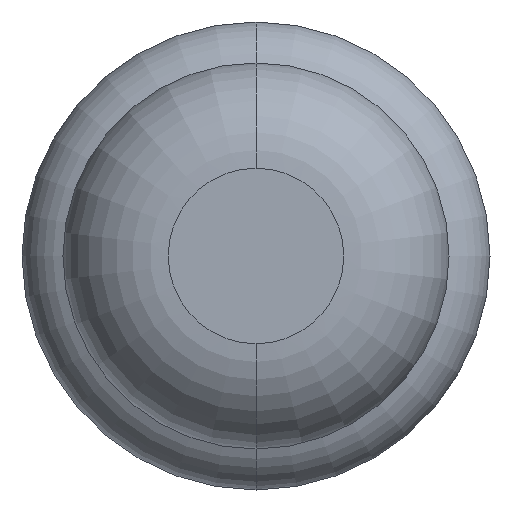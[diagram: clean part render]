
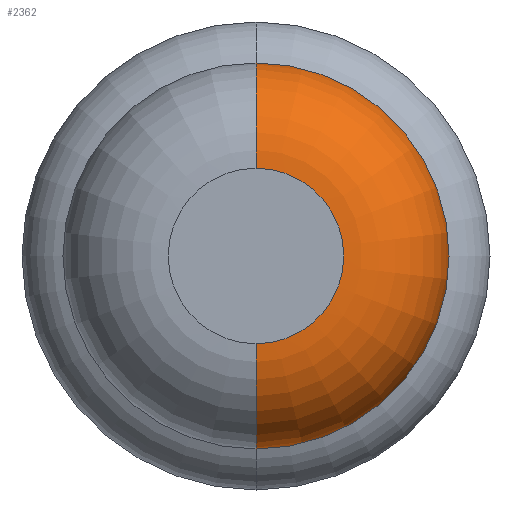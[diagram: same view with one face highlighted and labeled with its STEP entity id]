
A CAD part, front view. The second image highlights one B-rep face of the part: STEP entity #2362.
In plain terms, the highlighted toroidal (fillet/blend) face has major radius 0.375 mm and minor radius 0.45 mm.
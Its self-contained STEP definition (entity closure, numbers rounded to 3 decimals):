
#52 = CARTESIAN_POINT ( 'NONE',  ( 0., -25.55, -0.375 ) ) ;
#78 = DIRECTION ( 'NONE',  ( 0., 0., -1. ) ) ;
#105 = DIRECTION ( 'NONE',  ( 0., 1., 0. ) ) ;
#171 = CARTESIAN_POINT ( 'NONE',  ( 0., -25.55, 0.375 ) ) ;
#200 = DIRECTION ( 'NONE',  ( -1., 0., 0. ) ) ;
#217 = CARTESIAN_POINT ( 'NONE',  ( 0., -25.55, 0. ) ) ;
#242 = CARTESIAN_POINT ( 'NONE',  ( 0., -25.55, 0.825 ) ) ;
#274 = ORIENTED_EDGE ( 'NONE', *, *, #1539, .F. ) ;
#284 = VERTEX_POINT ( 'NONE', #675 ) ;
#551 = CIRCLE ( 'NONE', #3321, 0.45 ) ;
#608 = AXIS2_PLACEMENT_3D ( 'NONE', #1118, #3408, #2614 ) ;
#675 = CARTESIAN_POINT ( 'NONE',  ( 0., -26., -0.375 ) ) ;
#763 = DIRECTION ( 'NONE',  ( 0., 0., 1. ) ) ;
#767 = EDGE_CURVE ( 'Defeature ausgef�hrt3_8+Defeature ausgef�hrt3_7+Defeature ausgef�hrt3_7+Defeature ausgef�hrt3_7', #1007, #2422, #2732, .T. ) ;
#815 = CARTESIAN_POINT ( 'NONE',  ( 0., -25.55, -0.825 ) ) ;
#847 = AXIS2_PLACEMENT_3D ( 'NONE', #2405, #105, #2416 ) ;
#910 = TOROIDAL_SURFACE ( 'NONE', #2279, 0.375, 0.45 ) ;
#1003 = CIRCLE ( 'NONE', #608, 0.375 ) ;
#1007 = VERTEX_POINT ( 'NONE', #242 ) ;
#1077 = DIRECTION ( 'NONE',  ( 0., 1., 0. ) ) ;
#1118 = CARTESIAN_POINT ( 'NONE',  ( 0., -26., 0. ) ) ;
#1155 = ORIENTED_EDGE ( 'NONE', *, *, #767, .F. ) ;
#1196 = ORIENTED_EDGE ( 'NONE', *, *, #1264, .T. ) ;
#1264 = EDGE_CURVE ( 'NONE', #284, #2422, #3031, .T. ) ;
#1539 = EDGE_CURVE ( 'NONE', #2685, #1007, #551, .T. ) ;
#1541 = AXIS2_PLACEMENT_3D ( 'NONE', #52, #2078, #78 ) ;
#2078 = DIRECTION ( 'NONE',  ( 1., 0., 0. ) ) ;
#2279 = AXIS2_PLACEMENT_3D ( 'NONE', #217, #1077, #2525 ) ;
#2362 = ADVANCED_FACE ( 'Defeature ausgef�hrt3_7', ( #2936 ), #910, .T. ) ;
#2405 = CARTESIAN_POINT ( 'NONE',  ( 0., -25.55, 0. ) ) ;
#2416 = DIRECTION ( 'NONE',  ( 0., 0., 1. ) ) ;
#2422 = VERTEX_POINT ( 'NONE', #815 ) ;
#2525 = DIRECTION ( 'NONE',  ( 0., 0., 1. ) ) ;
#2543 = ORIENTED_EDGE ( 'NONE', *, *, #2580, .T. ) ;
#2580 = EDGE_CURVE ( 'Defeature ausgef�hrt3_7+Defeature ausgef�hrt3_6+Defeature ausgef�hrt3_6+Defeature ausgef�hrt3_6', #2685, #284, #1003, .T. ) ;
#2614 = DIRECTION ( 'NONE',  ( 0., 0., 1. ) ) ;
#2685 = VERTEX_POINT ( 'NONE', #3222 ) ;
#2732 = CIRCLE ( 'NONE', #847, 0.825 ) ;
#2936 = FACE_OUTER_BOUND ( 'NONE', #3505, .T. ) ;
#3031 = CIRCLE ( 'NONE', #1541, 0.45 ) ;
#3222 = CARTESIAN_POINT ( 'NONE',  ( 0., -26., 0.375 ) ) ;
#3321 = AXIS2_PLACEMENT_3D ( 'NONE', #171, #200, #763 ) ;
#3408 = DIRECTION ( 'NONE',  ( 0., 1., 0. ) ) ;
#3505 = EDGE_LOOP ( 'NONE', ( #2543, #1196, #1155, #274 ) ) ;
